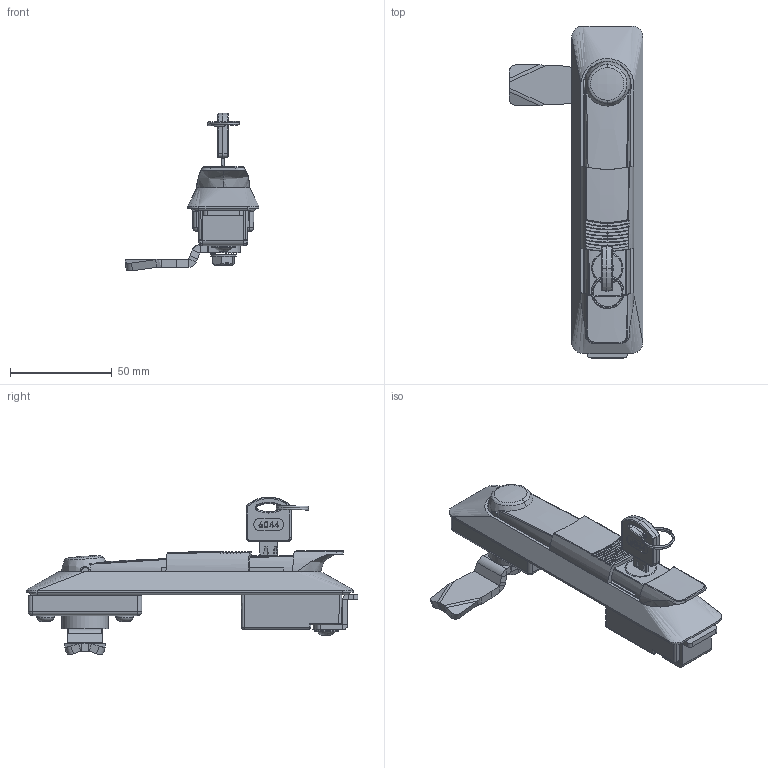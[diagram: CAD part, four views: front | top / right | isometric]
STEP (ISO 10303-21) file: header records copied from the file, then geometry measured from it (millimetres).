
FILE_DESCRIPTION (( 'STEP AP203' ), '1' );
FILE_NAME ('KI01.31.64.1.STEP', '2022-03-16T04:41:05', ( '' ), ( '' ), 'SwSTEP 2.0', 'SolidWorks 2021', '' );
FILE_SCHEMA (( 'CONFIG_CONTROL_DESIGN' ));
Length unit declared in the file: millimetre
Products named in the file (1): KI01.31.64.1
Bounding box: 65.78 x 163.2 x 77.63 mm (x, y, z)
Surface area: 40466.7 mm2 (no closed solid volume)
Topology: 0 solids, 36 shells, 723 faces, 2326 edges, 1592 vertices
Faces by surface type: plane 294, bspline 206, cylinder 118, torus 54, cone 39, sphere 12
Entity records: 38536 total; most frequent: CARTESIAN_POINT 21193, ORIENTED_EDGE 3891, DIRECTION 2558, EDGE_CURVE 2325, VERTEX_POINT 1592, B_SPLINE_CURVE_WITH_KNOTS 1028, AXIS2_PLACEMENT_3D 856, VECTOR 846
